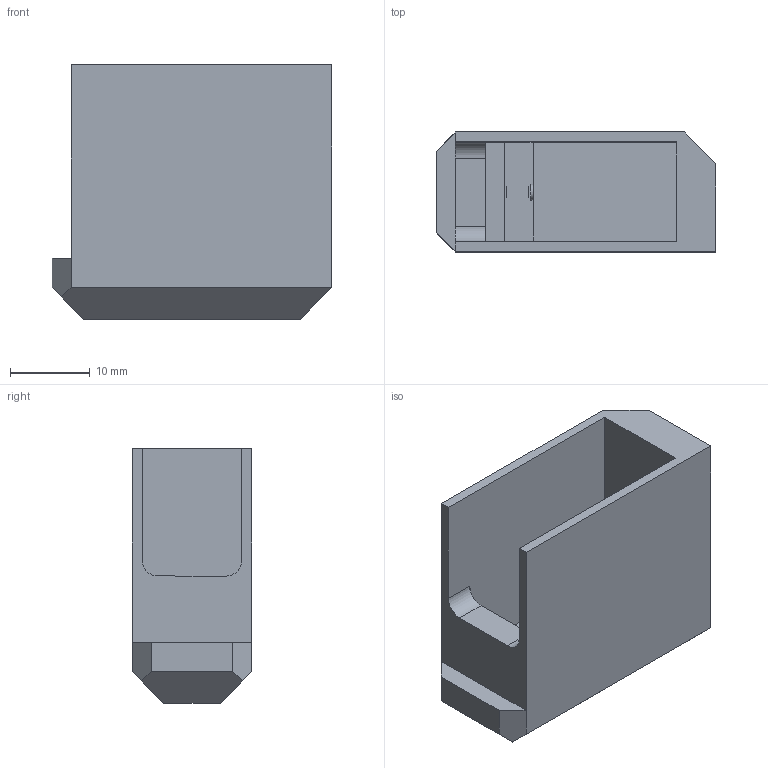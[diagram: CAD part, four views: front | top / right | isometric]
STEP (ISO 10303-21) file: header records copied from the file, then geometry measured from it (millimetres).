
FILE_DESCRIPTION(/* description */ (''),/* implementation_level */ '2;1');
FILE_NAME(/* name */ 'Servo_Case_v2-higher-with-nodge.step',/* time_stamp */ '2022-03-09T16:59:09+01:00',/* author */ (''),/* organization */ (''),/* preprocessor_version */ 'ST-DEVELOPER v18.1',/* originating_system */ 'Autodesk Translation Framework v10.13.0.1454',/* authorisation */ '');
FILE_SCHEMA (('AUTOMOTIVE_DESIGN { 1 0 10303 214 3 1 1 }'));
Length unit declared in the file: millimetre
Products named in the file (1): (Unsaved)
Bounding box: 35.2 x 15.05 x 32 mm (x, y, z)
Volume: 6887.8 mm3; surface area: 5430.2 mm2
Topology: 1 solids, 1 shells, 33 faces, 80 edges, 51 vertices
Faces by surface type: plane 28, cylinder 3, cone 2
Full cylindrical faces by diameter (mm): 2 x1
Entity records: 987 total; most frequent: CARTESIAN_POINT 165, ORIENTED_EDGE 160, DIRECTION 157, EDGE_CURVE 80, LINE 71, VECTOR 71, VERTEX_POINT 51, AXIS2_PLACEMENT_3D 43
